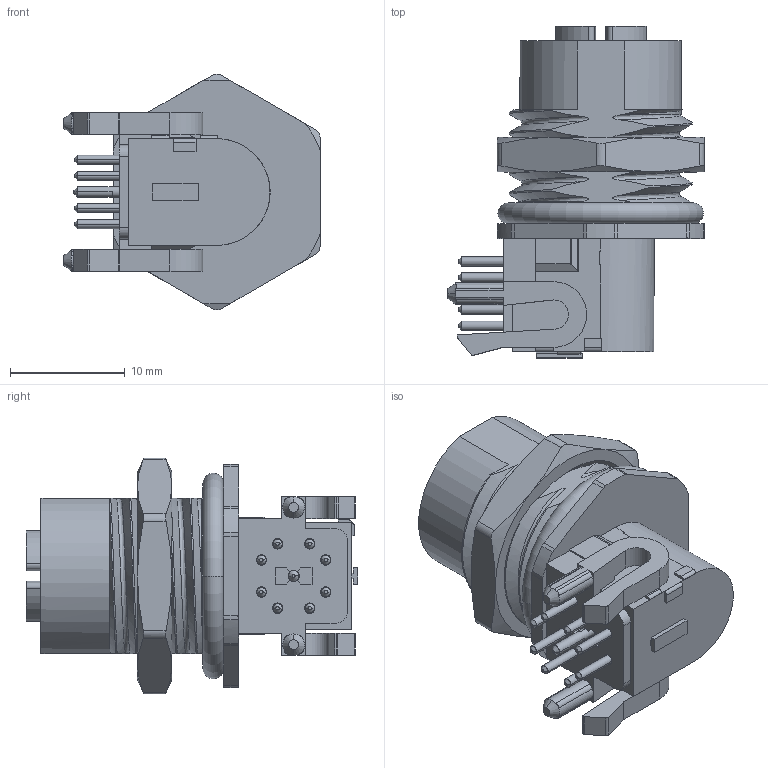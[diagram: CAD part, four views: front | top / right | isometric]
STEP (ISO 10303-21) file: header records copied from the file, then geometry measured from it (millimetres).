
FILE_DESCRIPTION((''),'2;1');
FILE_NAME('MSXS-08PFFR-SF7002_SW0001','2019-08-29T',('K180137'),(''),'PRO/ENGINEER BY PARAMETRIC TECHNOLOGY CORPORATION, 2013050','PRO/ENGINEER BY PARAMETRIC TECHNOLOGY CORPORATION, 2013050','');
FILE_SCHEMA(('CONFIG_CONTROL_DESIGN'));
Length unit declared in the file: millimetre
Products named in the file (1): MSXS-08PFFR-SF7002_SW0001
Bounding box: 22.3 x 28.9 x 20.53 mm (x, y, z)
Volume: 4136.2 mm3; surface area: 4956.7 mm2
Topology: 1 solids, 1 shells, 701 faces, 1926 edges, 1251 vertices
Faces by surface type: plane 292, cylinder 256, cone 93, bspline 50, torus 10
Entity records: 34695 total; most frequent: CARTESIAN_POINT 13033, ORIENTED_EDGE 3820, DIRECTION 3503, EDGE_CURVE 1910, AXIS2_PLACEMENT_3D 1278, VERTEX_POINT 1251, VECTOR 947, LINE 947
